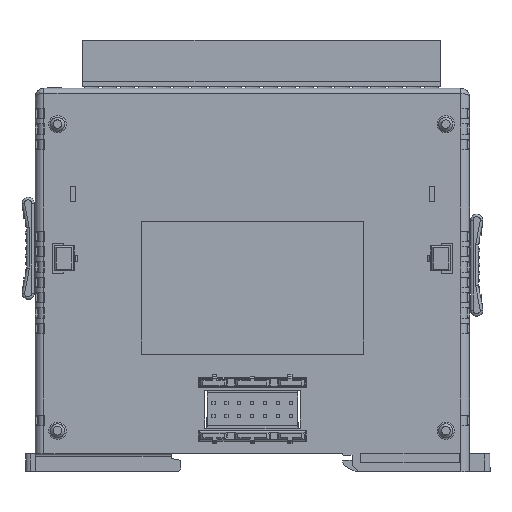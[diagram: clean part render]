
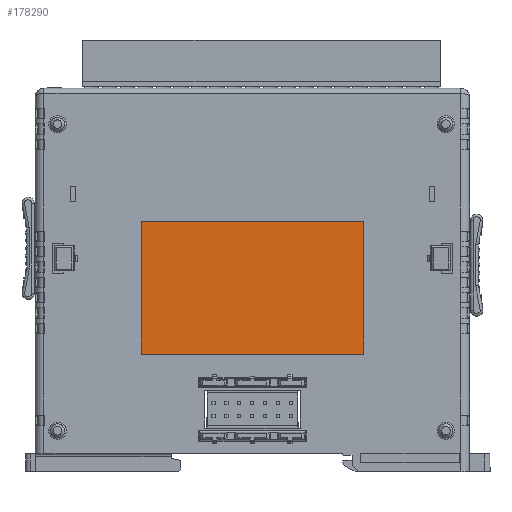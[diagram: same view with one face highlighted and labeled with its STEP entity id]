
A CAD part, left-side view. The second image highlights one B-rep face of the part: STEP entity #178290.
In plain terms, the highlighted planar face has unit normal (-1, 0, 0).
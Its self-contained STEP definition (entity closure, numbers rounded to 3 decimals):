
#15048 = EDGE_LOOP ( 'NONE', ( #36248, #36250, #36249, #36251, #36252, #36253, #36254, #36255 ) ) ;
#36248 = ORIENTED_EDGE ( 'NONE', *, *, #37972, .T. ) ;
#36249 = ORIENTED_EDGE ( 'NONE', *, *, #37981, .T. ) ;
#36250 = ORIENTED_EDGE ( 'NONE', *, *, #37966, .T. ) ;
#36251 = ORIENTED_EDGE ( 'NONE', *, *, #37988, .T. ) ;
#36252 = ORIENTED_EDGE ( 'NONE', *, *, #37992, .T. ) ;
#36253 = ORIENTED_EDGE ( 'NONE', *, *, #38002, .T. ) ;
#36254 = ORIENTED_EDGE ( 'NONE', *, *, #38008, .T. ) ;
#36255 = ORIENTED_EDGE ( 'NONE', *, *, #38011, .T. ) ;
#37966 = EDGE_CURVE ( 'NONE', #57488, #57489, #166600, .T. ) ;
#37972 = EDGE_CURVE ( 'NONE', #57487, #57488, #161617, .T. ) ;
#37981 = EDGE_CURVE ( 'NONE', #57489, #57490, #161629, .T. ) ;
#37988 = EDGE_CURVE ( 'NONE', #57490, #57491, #166635, .T. ) ;
#37992 = EDGE_CURVE ( 'NONE', #57491, #57492, #161644, .T. ) ;
#38002 = EDGE_CURVE ( 'NONE', #57492, #57493, #166662, .T. ) ;
#38008 = EDGE_CURVE ( 'NONE', #57493, #57494, #161650, .T. ) ;
#38011 = EDGE_CURVE ( 'NONE', #57494, #57487, #166664, .T. ) ;
#57487 = VERTEX_POINT ( 'NONE', #71261 ) ;
#57488 = VERTEX_POINT ( 'NONE', #71262 ) ;
#57489 = VERTEX_POINT ( 'NONE', #71263 ) ;
#57490 = VERTEX_POINT ( 'NONE', #71264 ) ;
#57491 = VERTEX_POINT ( 'NONE', #71265 ) ;
#57492 = VERTEX_POINT ( 'NONE', #71266 ) ;
#57493 = VERTEX_POINT ( 'NONE', #71267 ) ;
#57494 = VERTEX_POINT ( 'NONE', #71268 ) ;
#71261 = CARTESIAN_POINT ( 'NONE',  ( 83., -9.714, -62.186 ) ) ;
#71262 = CARTESIAN_POINT ( 'NONE',  ( 83., -9.914, -62.386 ) ) ;
#71263 = CARTESIAN_POINT ( 'NONE',  ( 83., -53.114, -62.386 ) ) ;
#71264 = CARTESIAN_POINT ( 'NONE',  ( 83., -53.314, -62.186 ) ) ;
#71265 = CARTESIAN_POINT ( 'NONE',  ( 83., -53.314, -36.586 ) ) ;
#71266 = CARTESIAN_POINT ( 'NONE',  ( 83., -53.114, -36.386 ) ) ;
#71267 = CARTESIAN_POINT ( 'NONE',  ( 83., -9.914, -36.386 ) ) ;
#71268 = CARTESIAN_POINT ( 'NONE',  ( 83., -9.714, -36.586 ) ) ;
#120806 = AXIS2_PLACEMENT_3D ( 'NONE', #127173, #127175, #127177 ) ;
#127171 = PLANE ( 'NONE',  #120806 ) ;
#127173 = CARTESIAN_POINT ( 'NONE',  ( 83., 10.986, -75.386 ) ) ;
#127175 = DIRECTION ( 'NONE',  ( 1., 0., 0. ) ) ;
#127177 = DIRECTION ( 'NONE',  ( 0., 0., 1. ) ) ;
#127463 = FACE_OUTER_BOUND ( 'NONE', #15048, .T. ) ;
#161617 = CIRCLE ( 'NONE', #161630, 0.2 ) ;
#161625 = VECTOR ( 'NONE', #165156, 1000. ) ;
#161629 = CIRCLE ( 'NONE', #161640, 0.2 ) ;
#161630 = AXIS2_PLACEMENT_3D ( 'NONE', #165190, #165192, #165195 ) ;
#161640 = AXIS2_PLACEMENT_3D ( 'NONE', #165260, #165262, #165265 ) ;
#161644 = CIRCLE ( 'NONE', #161651, 0.2 ) ;
#161646 = VECTOR ( 'NONE', #165302, 1000. ) ;
#161650 = CIRCLE ( 'NONE', #161666, 0.2 ) ;
#161651 = AXIS2_PLACEMENT_3D ( 'NONE', #165336, #165338, #165341 ) ;
#161661 = VECTOR ( 'NONE', #165408, 1000. ) ;
#161666 = AXIS2_PLACEMENT_3D ( 'NONE', #165442, #165445, #165448 ) ;
#161671 = VECTOR ( 'NONE', #165483, 1000. ) ;
#165154 = CARTESIAN_POINT ( 'NONE',  ( 83., 10.986, -62.386 ) ) ;
#165156 = DIRECTION ( 'NONE',  ( 0., -1., 0. ) ) ;
#165190 = CARTESIAN_POINT ( 'NONE',  ( 83., -9.914, -62.186 ) ) ;
#165192 = DIRECTION ( 'NONE',  ( -1., 0., 0. ) ) ;
#165195 = DIRECTION ( 'NONE',  ( 0., -1., 0. ) ) ;
#165260 = CARTESIAN_POINT ( 'NONE',  ( 83., -53.114, -62.186 ) ) ;
#165262 = DIRECTION ( 'NONE',  ( -1., 0., 0. ) ) ;
#165265 = DIRECTION ( 'NONE',  ( 0., -1., 0. ) ) ;
#165299 = CARTESIAN_POINT ( 'NONE',  ( 83., -53.314, -75.386 ) ) ;
#165302 = DIRECTION ( 'NONE',  ( 0., 0., 1. ) ) ;
#165336 = CARTESIAN_POINT ( 'NONE',  ( 83., -53.114, -36.586 ) ) ;
#165338 = DIRECTION ( 'NONE',  ( -1., 0., 0. ) ) ;
#165341 = DIRECTION ( 'NONE',  ( 0., -1., 0. ) ) ;
#165405 = CARTESIAN_POINT ( 'NONE',  ( 83., 10.986, -36.386 ) ) ;
#165408 = DIRECTION ( 'NONE',  ( 0., 1., 0. ) ) ;
#165442 = CARTESIAN_POINT ( 'NONE',  ( 83., -9.914, -36.586 ) ) ;
#165445 = DIRECTION ( 'NONE',  ( -1., 0., 0. ) ) ;
#165448 = DIRECTION ( 'NONE',  ( 0., -1., 0. ) ) ;
#165481 = CARTESIAN_POINT ( 'NONE',  ( 83., -9.714, -75.386 ) ) ;
#165483 = DIRECTION ( 'NONE',  ( 0., 0., -1. ) ) ;
#166600 = LINE ( 'NONE', #165154, #161625 ) ;
#166635 = LINE ( 'NONE', #165299, #161646 ) ;
#166662 = LINE ( 'NONE', #165405, #161661 ) ;
#166664 = LINE ( 'NONE', #165481, #161671 ) ;
#178290 = ADVANCED_FACE ( 'NONE', ( #127463 ), #127171, .F. ) ;
